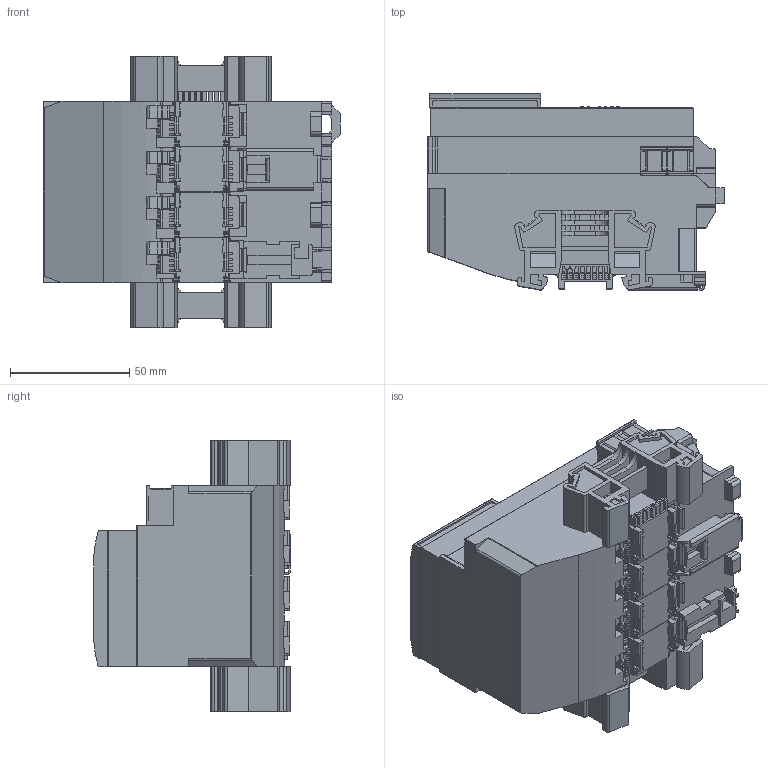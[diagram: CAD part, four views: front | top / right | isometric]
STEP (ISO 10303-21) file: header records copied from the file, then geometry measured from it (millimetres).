
FILE_DESCRIPTION(/* description */ ('STEP AP214'),/* implementation_level */ '2;1');
FILE_NAME(/* name */ '4252744_CPX-E-CEC-M1-EP',/* time_stamp */ '2024-08-07T19:27:52+02:00',/* author */ ('License CC BY-ND 4.0'),/* organization */ ('CADENAS'),/* preprocessor_version */ 'ST-DEVELOPER v19.3',/* originating_system */ 'PARTsolutions',/* authorisation */ ' ');
FILE_SCHEMA (('AUTOMOTIVE_DESIGN {1 0 10303 214 3 1 1}'));
Products named in the file (7): 4252744_CPX-E-CEC-M1-EP; 4252744 CPX-E-CEC-M1-EP---(g); 4350089 4GD-2R-CLP-BLD-CBL; 4047001 4GD-2R-CLP-RDBU-CBL; 8071456 CAFC-X3-G; 5163676 VAEA-X3-L; 8071455 CAFM-X3-HC
Assembly tree (10 placements, depth 2):
  4252744_CPX-E-CEC-M1-EP
    4252744 CPX-E-CEC-M1-EP---(g)
    4350089 4GD-2R-CLP-BLD-CBL
    4047001 4GD-2R-CLP-RDBU-CBL
    8071456 CAFC-X3-G
    5163676 VAEA-X3-L  x4
    8071455 CAFM-X3-HC  x2
Bounding box: 124.3 x 82.5 x 113.87 mm (x, y, z)
Volume: 576192.9 mm3; surface area: 113747.5 mm2
Topology: 10 solids, 14 shells, 6184 faces, 17306 edges, 11510 vertices
Faces by surface type: plane 4349, cylinder 1799, cone 16, sphere 12, torus 8
Full cylindrical faces by diameter (mm): 1.2 x8, 1.3 x8, 1.95 x12, 4.2 x8, 6 x4
Entity records: 132674 total; most frequent: CARTESIAN_POINT 20025, ORIENTED_EDGE 19284, DIRECTION 18335, EDGE_CURVE 9642, LINE 7731, VECTOR 7731, VERTEX_POINT 6440, AXIS2_PLACEMENT_3D 5302
